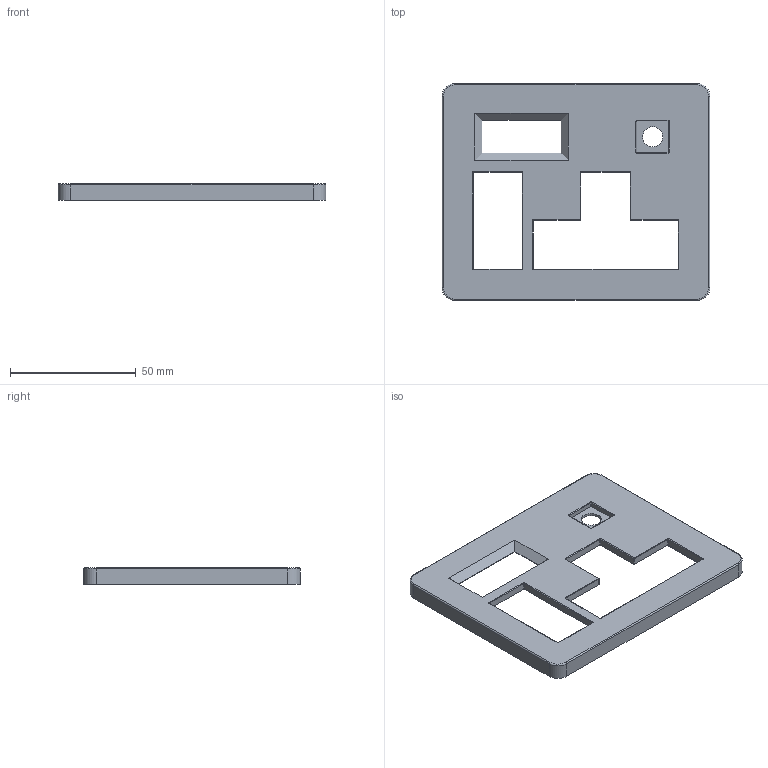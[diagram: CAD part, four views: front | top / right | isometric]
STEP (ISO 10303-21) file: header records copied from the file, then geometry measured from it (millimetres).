
FILE_DESCRIPTION(/* description */ (''),/* implementation_level */ '2;1');
FILE_NAME(/* name */ 'Top.step',/* time_stamp */ '2026-02-10T14:40:44+01:00',/* author */ (''),/* organization */ (''),/* preprocessor_version */ 'ST-DEVELOPER v20.1',/* originating_system */ 'Autodesk Translation Framework v14.24.0.0',/* authorisation */ '');
FILE_SCHEMA (('AUTOMOTIVE_DESIGN { 1 0 10303 214 3 1 1 }'));
Length unit declared in the file: millimetre
Products named in the file (1): Top plate
Bounding box: 106.36 x 86.04 x 6.6 mm (x, y, z)
Volume: 29402.3 mm3; surface area: 17744.4 mm2
Topology: 1 solids, 1 shells, 116 faces, 281 edges, 172 vertices
Faces by surface type: cylinder 49, plane 47, torus 18, sphere 2
Full cylindrical faces by diameter (mm): 4.7 x4, 8 x1
Entity records: 3422 total; most frequent: DIRECTION 631, CARTESIAN_POINT 570, ORIENTED_EDGE 562, EDGE_CURVE 281, AXIS2_PLACEMENT_3D 233, VERTEX_POINT 172, LINE 165, VECTOR 165
